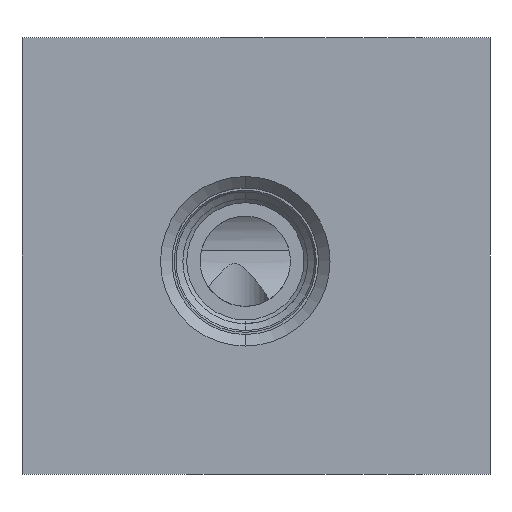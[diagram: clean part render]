
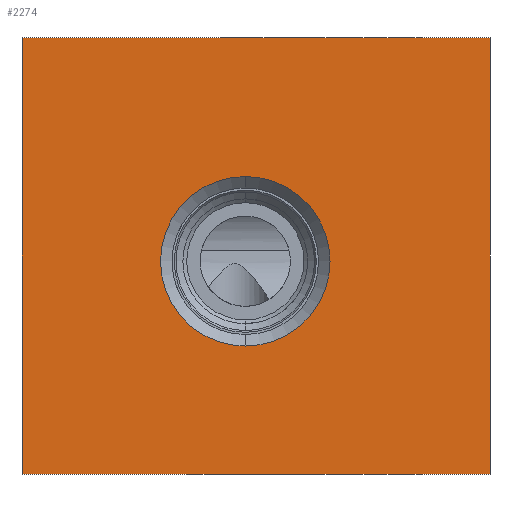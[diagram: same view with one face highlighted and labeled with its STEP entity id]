
A CAD part, left-side view. The second image highlights one B-rep face of the part: STEP entity #2274.
In plain terms, the highlighted planar face has unit normal (-1, 0, 0).
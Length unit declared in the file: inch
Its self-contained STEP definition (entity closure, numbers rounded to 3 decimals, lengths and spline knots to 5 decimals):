
#1=DIRECTION('',(0.,-1.,0.));
#2=VECTOR('',#1,2.75);
#3=CARTESIAN_POINT('',(0.,0.,0.));
#4=LINE('',#3,#2);
#37=DIRECTION('',(0.,0.,1.));
#38=VECTOR('',#37,2.562);
#39=CARTESIAN_POINT('',(0.,0.,0.));
#40=LINE('',#39,#38);
#41=CARTESIAN_POINT('',(0.,-1.312,1.25));
#42=DIRECTION('',(1.,0.,0.));
#43=DIRECTION('',(0.,0.,-1.));
#44=AXIS2_PLACEMENT_3D('',#41,#42,#43);
#46=CARTESIAN_POINT('',(0.,-1.312,1.25));
#47=DIRECTION('',(1.,0.,0.));
#48=DIRECTION('',(0.,0.,1.));
#49=AXIS2_PLACEMENT_3D('',#46,#47,#48);
#89=DIRECTION('',(0.,0.,1.));
#90=VECTOR('',#89,2.562);
#91=CARTESIAN_POINT('',(0.,-2.75,0.));
#92=LINE('',#91,#90);
#113=DIRECTION('',(0.,-1.,0.));
#114=VECTOR('',#113,2.75);
#115=CARTESIAN_POINT('',(0.,0.,2.562));
#116=LINE('',#115,#114);
#1920=CARTESIAN_POINT('',(0.,0.,0.));
#1921=CARTESIAN_POINT('',(0.,-2.75,0.));
#1922=VERTEX_POINT('',#1920);
#1923=VERTEX_POINT('',#1921);
#1928=CARTESIAN_POINT('',(0.,0.,2.562));
#1929=CARTESIAN_POINT('',(0.,-2.75,2.562));
#1930=VERTEX_POINT('',#1928);
#1931=VERTEX_POINT('',#1929);
#2158=CARTESIAN_POINT('',(0.,-1.312,1.748));
#2159=VERTEX_POINT('',#2158);
#2168=CARTESIAN_POINT('',(0.,-1.312,0.752));
#2169=VERTEX_POINT('',#2168);
#2254=CARTESIAN_POINT('',(0.,0.,0.));
#2255=DIRECTION('',(-1.,0.,0.));
#2256=DIRECTION('',(0.,-1.,0.));
#2257=AXIS2_PLACEMENT_3D('',#2254,#2255,#2256);
#2258=PLANE('',#2257);
#2259=ORIENTED_EDGE('',*,*,#2231,.F.);
#2261=ORIENTED_EDGE('',*,*,#2260,.T.);
#2263=ORIENTED_EDGE('',*,*,#2262,.T.);
#2265=ORIENTED_EDGE('',*,*,#2264,.F.);
#2266=EDGE_LOOP('',(#2259,#2261,#2263,#2265));
#2267=FACE_OUTER_BOUND('',#2266,.F.);
#2269=ORIENTED_EDGE('',*,*,#2268,.F.);
#2271=ORIENTED_EDGE('',*,*,#2270,.F.);
#2272=EDGE_LOOP('',(#2269,#2271));
#2273=FACE_BOUND('',#2272,.F.);
#2274=ADVANCED_FACE('',(#2267,#2273),#2258,.T.);
#45=CIRCLE('',#44,0.498);
#50=CIRCLE('',#49,0.498);
#2231=EDGE_CURVE('',#1922,#1923,#4,.T.);
#2260=EDGE_CURVE('',#1922,#1930,#40,.T.);
#2262=EDGE_CURVE('',#1930,#1931,#116,.T.);
#2264=EDGE_CURVE('',#1923,#1931,#92,.T.);
#2268=EDGE_CURVE('',#2169,#2159,#45,.T.);
#2270=EDGE_CURVE('',#2159,#2169,#50,.T.);
